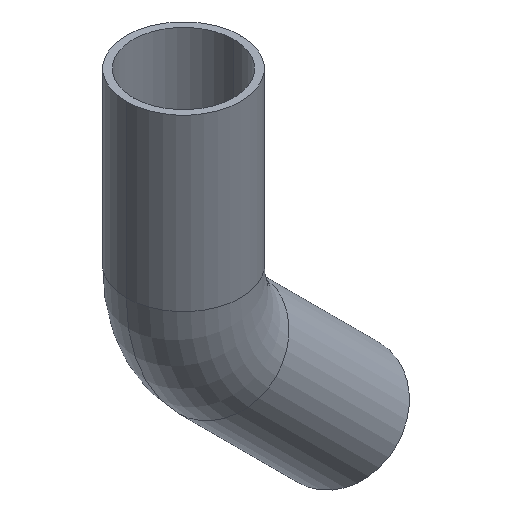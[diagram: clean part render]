
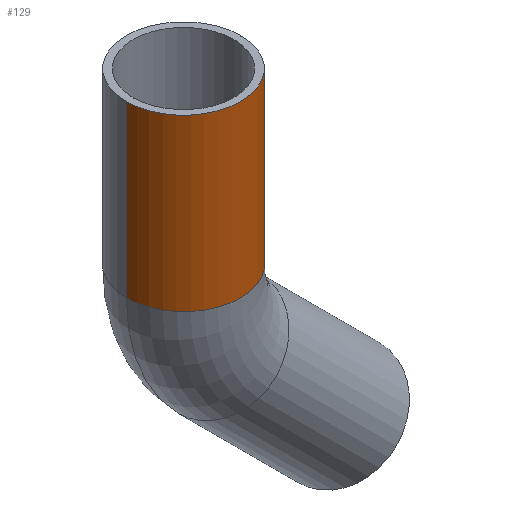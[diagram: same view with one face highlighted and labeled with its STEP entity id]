
A CAD part, isometric view. The second image highlights one B-rep face of the part: STEP entity #129.
In plain terms, the highlighted cylindrical face has radius 13.45 mm (diameter 26.9 mm), a partial arc.
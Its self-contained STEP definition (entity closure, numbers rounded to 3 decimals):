
#7 = ORIENTED_EDGE ( 'NONE', *, *, #400, .F. ) ;
#10 = EDGE_CURVE ( 'NONE', #361, #78, #425, .T. ) ;
#16 = VERTEX_POINT ( 'NONE', #196 ) ;
#51 = EDGE_LOOP ( 'NONE', ( #7, #191, #364, #221 ) ) ;
#78 = VERTEX_POINT ( 'NONE', #370 ) ;
#99 = VECTOR ( 'NONE', #112, 1000. ) ;
#112 = DIRECTION ( 'NONE',  ( 0., 0., 1. ) ) ;
#129 = ADVANCED_FACE ( 'NONE', ( #232 ), #374, .T. ) ;
#140 = AXIS2_PLACEMENT_3D ( 'NONE', #199, #345, #443 ) ;
#147 = LINE ( 'NONE', #284, #159 ) ;
#149 = EDGE_CURVE ( 'NONE', #16, #296, #236, .T. ) ;
#159 = VECTOR ( 'NONE', #351, 1000. ) ;
#191 = ORIENTED_EDGE ( 'NONE', *, *, #149, .T. ) ;
#196 = CARTESIAN_POINT ( 'NONE',  ( -41.95, 0., 0. ) ) ;
#199 = CARTESIAN_POINT ( 'NONE',  ( -28.5, 0., 0. ) ) ;
#221 = ORIENTED_EDGE ( 'NONE', *, *, #10, .F. ) ;
#232 = FACE_OUTER_BOUND ( 'NONE', #51, .T. ) ;
#236 = CIRCLE ( 'NONE', #140, 13.45 ) ;
#247 = CARTESIAN_POINT ( 'NONE',  ( -15.05, 0., 0. ) ) ;
#271 = DIRECTION ( 'NONE',  ( 1., 0., 0. ) ) ;
#279 = CARTESIAN_POINT ( 'NONE',  ( -41.95, 0., 40. ) ) ;
#284 = CARTESIAN_POINT ( 'NONE',  ( -41.95, 0., 0. ) ) ;
#296 = VERTEX_POINT ( 'NONE', #247 ) ;
#299 = CARTESIAN_POINT ( 'NONE',  ( -28.5, 0., 40. ) ) ;
#304 = DIRECTION ( 'NONE',  ( 0., 0., 1. ) ) ;
#308 = DIRECTION ( 'NONE',  ( 0., 0., 1. ) ) ;
#324 = AXIS2_PLACEMENT_3D ( 'NONE', #342, #304, #371 ) ;
#325 = EDGE_CURVE ( 'NONE', #296, #78, #356, .T. ) ;
#342 = CARTESIAN_POINT ( 'NONE',  ( -28.5, 0., 0. ) ) ;
#345 = DIRECTION ( 'NONE',  ( 0., 0., 1. ) ) ;
#351 = DIRECTION ( 'NONE',  ( 0., 0., 1. ) ) ;
#356 = LINE ( 'NONE', #450, #99 ) ;
#361 = VERTEX_POINT ( 'NONE', #279 ) ;
#364 = ORIENTED_EDGE ( 'NONE', *, *, #325, .T. ) ;
#370 = CARTESIAN_POINT ( 'NONE',  ( -15.05, 0., 40. ) ) ;
#371 = DIRECTION ( 'NONE',  ( 1., 0., 0. ) ) ;
#374 = CYLINDRICAL_SURFACE ( 'NONE', #324, 13.45 ) ;
#400 = EDGE_CURVE ( 'NONE', #16, #361, #147, .T. ) ;
#404 = AXIS2_PLACEMENT_3D ( 'NONE', #299, #308, #271 ) ;
#425 = CIRCLE ( 'NONE', #404, 13.45 ) ;
#443 = DIRECTION ( 'NONE',  ( 1., 0., 0. ) ) ;
#450 = CARTESIAN_POINT ( 'NONE',  ( -15.05, 0., 0. ) ) ;
